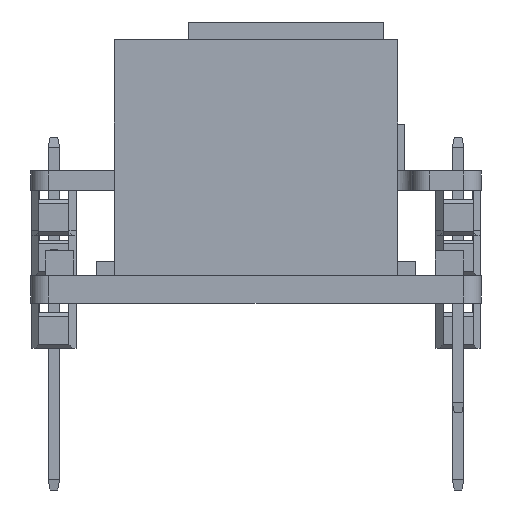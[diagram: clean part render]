
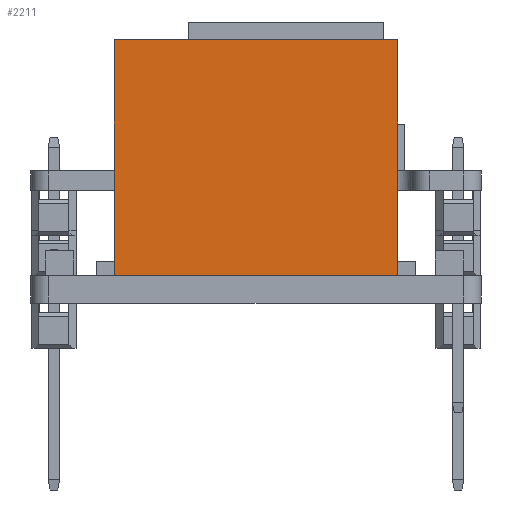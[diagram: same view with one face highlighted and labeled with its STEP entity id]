
A CAD part, left-side view. The second image highlights one B-rep face of the part: STEP entity #2211.
In plain terms, the highlighted free-form (B-spline) face has degree [1, 1] with [2, 2] control points.
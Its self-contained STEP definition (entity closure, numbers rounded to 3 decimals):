
#2188 = VERTEX_POINT('',#2189);
#2189 = CARTESIAN_POINT('',(-6.617,6.617,
    2.196));
#2196 = VERTEX_POINT('',#2197);
#2197 = CARTESIAN_POINT('',(-6.617,6.617,
    20.922));
#2202 = EDGE_CURVE('',#2188,#2196,#2203,.T.);
#2203 = B_SPLINE_CURVE_WITH_KNOTS('',1,(#2204,#2205),.UNSPECIFIED.,.F.,
  .F.,(2,2),(0.,13.3),.PIECEWISE_BEZIER_KNOTS.);
#2204 = CARTESIAN_POINT('',(-6.617,6.617,
    2.196));
#2205 = CARTESIAN_POINT('',(-6.617,6.617,
    20.922));
#2211 = ADVANCED_FACE('',(#2212),#2234,.T.);
#2212 = FACE_BOUND('',#2213,.T.);
#2213 = EDGE_LOOP('',(#2214,#2221,#2222,#2229));
#2214 = ORIENTED_EDGE('',*,*,#2215,.F.);
#2215 = EDGE_CURVE('',#2188,#2216,#2218,.T.);
#2216 = VERTEX_POINT('',#2217);
#2217 = CARTESIAN_POINT('',(-6.617,29.144,
    2.196));
#2218 = B_SPLINE_CURVE_WITH_KNOTS('',1,(#2219,#2220),.UNSPECIFIED.,.F.,
  .F.,(2,2),(0.,16.),.PIECEWISE_BEZIER_KNOTS.);
#2219 = CARTESIAN_POINT('',(-6.617,6.617,
    2.196));
#2220 = CARTESIAN_POINT('',(-6.617,29.144,
    2.196));
#2221 = ORIENTED_EDGE('',*,*,#2202,.T.);
#2222 = ORIENTED_EDGE('',*,*,#2223,.F.);
#2223 = EDGE_CURVE('',#2224,#2196,#2226,.T.);
#2224 = VERTEX_POINT('',#2225);
#2225 = CARTESIAN_POINT('',(-6.617,29.144,
    20.922));
#2226 = B_SPLINE_CURVE_WITH_KNOTS('',1,(#2227,#2228),.UNSPECIFIED.,.F.,
  .F.,(2,2),(-16.,0.),.PIECEWISE_BEZIER_KNOTS.);
#2227 = CARTESIAN_POINT('',(-6.617,29.144,
    20.922));
#2228 = CARTESIAN_POINT('',(-6.617,6.617,
    20.922));
#2229 = ORIENTED_EDGE('',*,*,#2230,.F.);
#2230 = EDGE_CURVE('',#2216,#2224,#2231,.T.);
#2231 = B_SPLINE_CURVE_WITH_KNOTS('',1,(#2232,#2233),.UNSPECIFIED.,.F.,
  .F.,(2,2),(0.,13.3),.PIECEWISE_BEZIER_KNOTS.);
#2232 = CARTESIAN_POINT('',(-6.617,29.144,
    2.196));
#2233 = CARTESIAN_POINT('',(-6.617,29.144,
    20.922));
#2234 = B_SPLINE_SURFACE_WITH_KNOTS('',1,1,(
    (#2235,#2236)
    ,(#2237,#2238
    )),.UNSPECIFIED.,.F.,.F.,.F.,(2,2),(2,2),(0.,16.),(0.,13.3),
  .PIECEWISE_BEZIER_KNOTS.);
#2235 = CARTESIAN_POINT('',(-6.617,29.144,
    2.196));
#2236 = CARTESIAN_POINT('',(-6.617,29.144,
    20.922));
#2237 = CARTESIAN_POINT('',(-6.617,6.617,
    2.196));
#2238 = CARTESIAN_POINT('',(-6.617,6.617,
    20.922));
